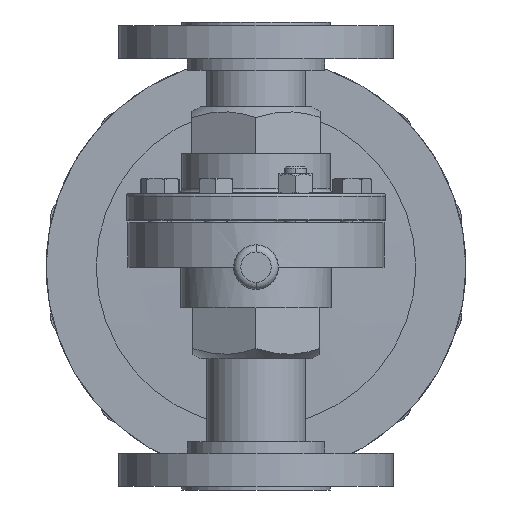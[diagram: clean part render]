
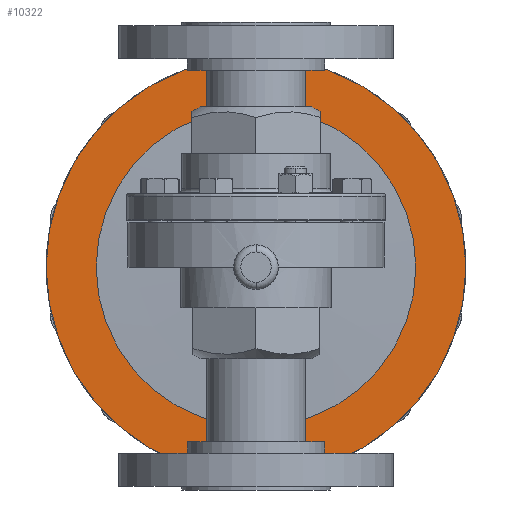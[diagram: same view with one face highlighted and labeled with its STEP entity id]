
A CAD part, front view. The second image highlights one B-rep face of the part: STEP entity #10322.
In plain terms, the highlighted planar face has unit normal (0, -1, 0).
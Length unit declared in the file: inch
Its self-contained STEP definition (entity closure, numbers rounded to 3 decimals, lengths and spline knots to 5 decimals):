
#28 = DIRECTION ( 'NONE',  ( 0., 0., -1. ) ) ;
#462 = AXIS2_PLACEMENT_3D ( 'NONE', #2355, #2455, #26207 ) ;
#1228 = ORIENTED_EDGE ( 'NONE', *, *, #19186, .F. ) ;
#1696 = ORIENTED_EDGE ( 'NONE', *, *, #19377, .T. ) ;
#1710 = VERTEX_POINT ( 'NONE', #9659 ) ;
#2355 = CARTESIAN_POINT ( 'NONE',  ( 0., 2.656, 0. ) ) ;
#2455 = DIRECTION ( 'NONE',  ( 0., -1., 0. ) ) ;
#4389 = CARTESIAN_POINT ( 'NONE',  ( 0., 2.656, 0. ) ) ;
#6258 = DIRECTION ( 'NONE',  ( 0., -1., 0. ) ) ;
#6623 = CARTESIAN_POINT ( 'NONE',  ( 0., 2.656, -2.6875 ) ) ;
#6765 = CARTESIAN_POINT ( 'NONE',  ( 0., 2.656, 0. ) ) ;
#7376 = AXIS2_PLACEMENT_3D ( 'NONE', #19460, #6258, #15209 ) ;
#7539 = CARTESIAN_POINT ( 'NONE',  ( 0., 2.656, -3.53 ) ) ;
#7548 = FACE_BOUND ( 'NONE', #8744, .T. ) ;
#7978 = DIRECTION ( 'NONE',  ( 0., 0., -1. ) ) ;
#7999 = AXIS2_PLACEMENT_3D ( 'NONE', #8161, #20958, #7978 ) ;
#8161 = CARTESIAN_POINT ( 'NONE',  ( 0., 2.656, -3.6025 ) ) ;
#8192 = FACE_OUTER_BOUND ( 'NONE', #14576, .T. ) ;
#8744 = EDGE_LOOP ( 'NONE', ( #13409, #1228 ) ) ;
#8997 = AXIS2_PLACEMENT_3D ( 'NONE', #4389, #19288, #19490 ) ;
#9414 = VERTEX_POINT ( 'NONE', #16643 ) ;
#9659 = CARTESIAN_POINT ( 'NONE',  ( 0., 2.656, 2.6875 ) ) ;
#10322 = ADVANCED_FACE ( 'NONE', ( #7548, #8192 ), #21156, .T. ) ;
#10620 = VERTEX_POINT ( 'NONE', #6623 ) ;
#10635 = CIRCLE ( 'NONE', #8997, 2.6875 ) ;
#10754 = CIRCLE ( 'NONE', #23775, 3.53 ) ;
#13409 = ORIENTED_EDGE ( 'NONE', *, *, #18604, .F. ) ;
#14006 = CIRCLE ( 'NONE', #462, 2.6875 ) ;
#14576 = EDGE_LOOP ( 'NONE', ( #25246, #1696 ) ) ;
#15159 = DIRECTION ( 'NONE',  ( 0., -1., 0. ) ) ;
#15209 = DIRECTION ( 'NONE',  ( 0., 0., -1. ) ) ;
#16643 = CARTESIAN_POINT ( 'NONE',  ( 0., 2.656, 3.53 ) ) ;
#18604 = EDGE_CURVE ( 'NONE', #10620, #1710, #10635, .T. ) ;
#19186 = EDGE_CURVE ( 'NONE', #1710, #10620, #14006, .T. ) ;
#19288 = DIRECTION ( 'NONE',  ( 0., -1., 0. ) ) ;
#19377 = EDGE_CURVE ( 'NONE', #9414, #22178, #20149, .T. ) ;
#19460 = CARTESIAN_POINT ( 'NONE',  ( 0., 2.656, 0. ) ) ;
#19490 = DIRECTION ( 'NONE',  ( 0., 0., -1. ) ) ;
#20149 = CIRCLE ( 'NONE', #7376, 3.53 ) ;
#20958 = DIRECTION ( 'NONE',  ( 0., -1., 0. ) ) ;
#21156 = PLANE ( 'NONE',  #7999 ) ;
#22178 = VERTEX_POINT ( 'NONE', #7539 ) ;
#23775 = AXIS2_PLACEMENT_3D ( 'NONE', #6765, #15159, #28 ) ;
#25246 = ORIENTED_EDGE ( 'NONE', *, *, #26840, .T. ) ;
#26207 = DIRECTION ( 'NONE',  ( 0., 0., -1. ) ) ;
#26840 = EDGE_CURVE ( 'NONE', #22178, #9414, #10754, .T. ) ;
